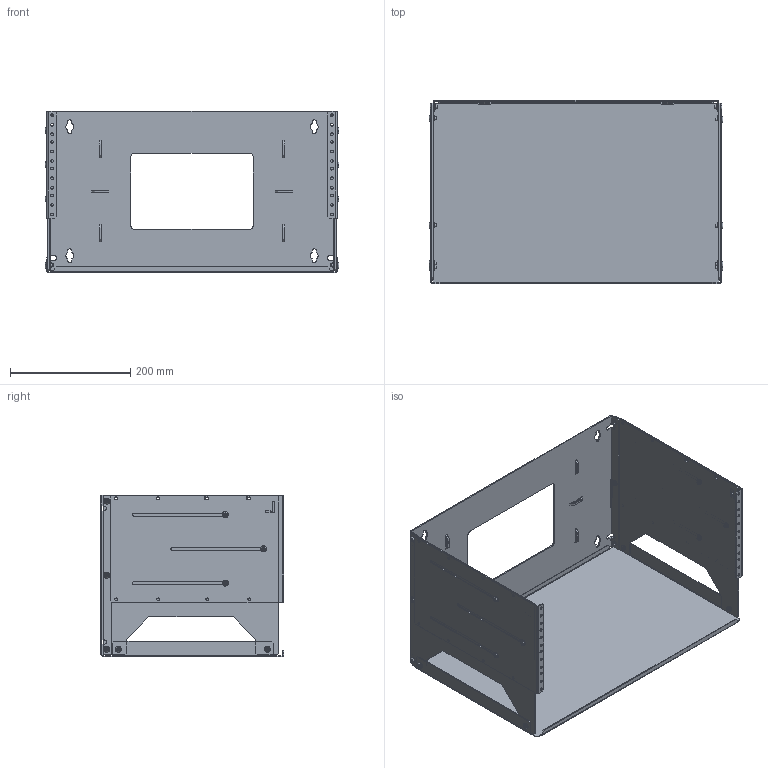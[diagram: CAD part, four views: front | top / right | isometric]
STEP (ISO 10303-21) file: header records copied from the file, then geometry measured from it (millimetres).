
FILE_DESCRIPTION (( 'STEP AP203' ), '1' );
FILE_NAME ('APBS194UBK.step', '2020-11-12T17:20:50', ( 'ADC123' ), ( 'Microsoft' ), 'SwSTEP 2.0', 'SolidWorks 2019', '' );
FILE_SCHEMA (( 'CONFIG_CONTROL_DESIGN' ));
Length unit declared in the file: inch
Products named in the file (1): APBS194UBK
Bounding box: 488.57 x 304.8 x 267.77 mm (x, y, z)
Volume: 863148.9 mm3; surface area: 1036576 mm2
Topology: 38 solids, 38 shells, 876 faces, 2268 edges, 1480 vertices
Faces by surface type: plane 552, cylinder 260, bspline 48, cone 16
Full cylindrical faces by diameter (mm): 4.039 x16, 4.318 x16, 4.496 x28, 4.572 x16, 5.105 x6, 6.198 x16, 6.35 x16, 8.636 x16, 9.906 x16
Entity records: 27435 total; most frequent: CARTESIAN_POINT 6671, DIRECTION 4108, ORIENTED_EDGE 4020, EDGE_CURVE 2010, VERTEX_POINT 1432, AXIS2_PLACEMENT_3D 1397, EDGE_LOOP 1338, VECTOR 1314
